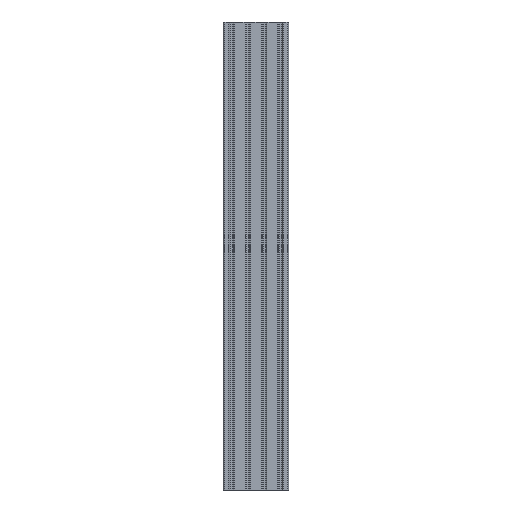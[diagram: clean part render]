
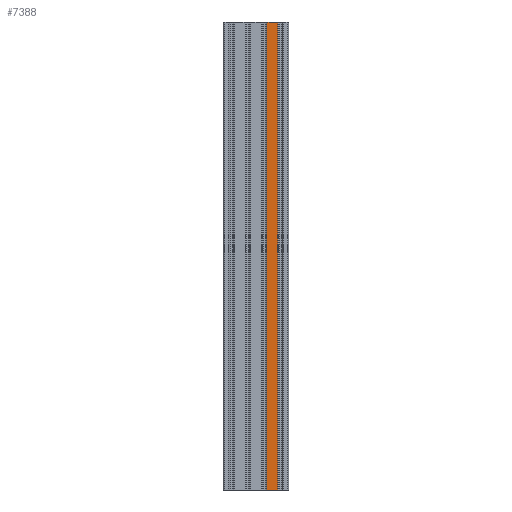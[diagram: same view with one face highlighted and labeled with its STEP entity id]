
A CAD part, front view. The second image highlights one B-rep face of the part: STEP entity #7388.
In plain terms, the highlighted planar face has unit normal (0, -1, 0).
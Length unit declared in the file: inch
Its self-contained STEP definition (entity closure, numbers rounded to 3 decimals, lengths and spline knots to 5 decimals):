
#202=PLANE('',#8100);
#552=FACE_OUTER_BOUND('',#922,.T.);
#922=EDGE_LOOP('',(#5977,#5978,#5979,#5980));
#1642=LINE('',#12362,#2378);
#1643=LINE('',#12365,#2379);
#1644=LINE('',#12367,#2380);
#1645=LINE('',#12368,#2381);
#2378=VECTOR('',#10148,0.11614);
#2379=VECTOR('',#10151,0.16142);
#2380=VECTOR('',#10152,0.16142);
#2381=VECTOR('',#10153,0.11614);
#3483=VERTEX_POINT('',#12358);
#3484=VERTEX_POINT('',#12360);
#3485=VERTEX_POINT('',#12364);
#3486=VERTEX_POINT('',#12366);
#4546=EDGE_CURVE('',#3483,#3484,#1642,.T.);
#4547=EDGE_CURVE('',#3485,#3483,#1643,.T.);
#4548=EDGE_CURVE('',#3486,#3484,#1644,.T.);
#4549=EDGE_CURVE('',#3485,#3486,#1645,.T.);
#5977=ORIENTED_EDGE('',*,*,#4547,.T.);
#5978=ORIENTED_EDGE('',*,*,#4546,.T.);
#5979=ORIENTED_EDGE('',*,*,#4548,.F.);
#5980=ORIENTED_EDGE('',*,*,#4549,.F.);
#7388=ADVANCED_FACE('',(#552),#202,.T.);
#8100=AXIS2_PLACEMENT_3D('',#12363,#10149,#10150);
#10148=DIRECTION('',(0.,0.,1.));
#10149=DIRECTION('center_axis',(0.,-1.,0.));
#10150=DIRECTION('ref_axis',(0.,0.,-1.));
#10151=DIRECTION('',(1.,0.,0.));
#10152=DIRECTION('',(1.,0.,0.));
#10153=DIRECTION('',(0.,0.,1.));
#12358=CARTESIAN_POINT('',(0.46057,-0.45782,0.));
#12360=CARTESIAN_POINT('',(0.46057,-0.45782,11.8));
#12362=CARTESIAN_POINT('',(0.46057,-0.45782,0.));
#12363=CARTESIAN_POINT('Origin',(0.1912,-0.45782,0.));
#12364=CARTESIAN_POINT('',(0.1912,-0.45782,0.));
#12365=CARTESIAN_POINT('',(0.1912,-0.45782,0.));
#12366=CARTESIAN_POINT('',(0.1912,-0.45782,11.8));
#12367=CARTESIAN_POINT('',(0.1912,-0.45782,11.8));
#12368=CARTESIAN_POINT('',(0.1912,-0.45782,0.));
